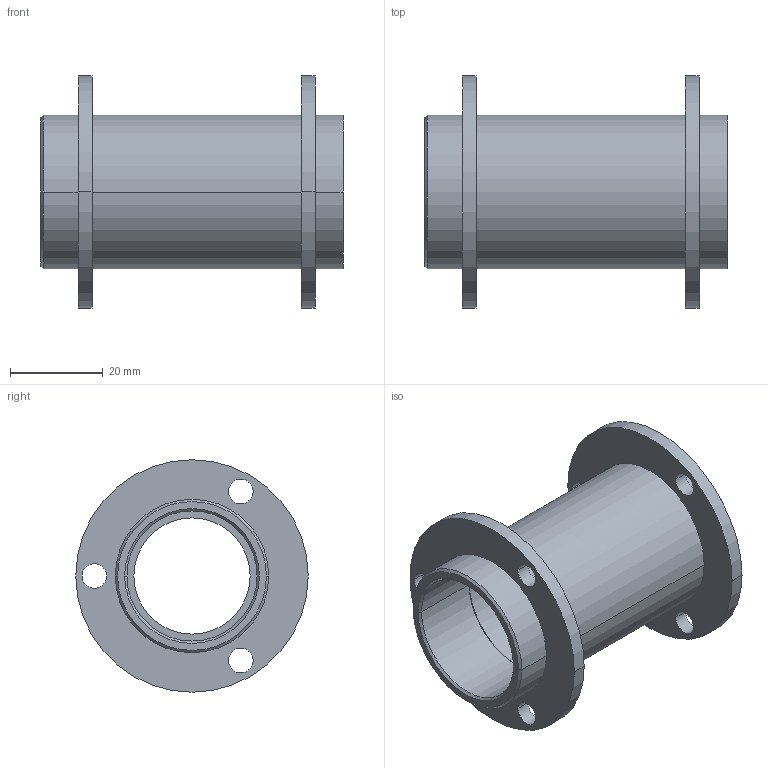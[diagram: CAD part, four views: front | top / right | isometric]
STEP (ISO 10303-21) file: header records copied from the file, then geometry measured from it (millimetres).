
FILE_DESCRIPTION (( 'STEP AP214' ), '1' );
FILE_NAME ('5-StatorRoulements.STEP', '2022-08-15T18:43:50', ( '' ), ( '' ), 'SwSTEP 2.0', 'SolidWorks 2019', '' );
FILE_SCHEMA (( 'AUTOMOTIVE_DESIGN' ));
Length unit declared in the file: millimetre
Products named in the file (1): 5-StatorRoulements
Bounding box: 65 x 50 x 50 mm (x, y, z)
Volume: 20426.1 mm3; surface area: 18017.7 mm2
Topology: 1 solids, 1 shells, 50 faces, 112 edges, 70 vertices
Faces by surface type: cylinder 30, plane 8, cone 6, torus 6
Entity records: 1482 total; most frequent: DIRECTION 290, CARTESIAN_POINT 233, ORIENTED_EDGE 224, AXIS2_PLACEMENT_3D 127, EDGE_CURVE 112, CIRCLE 76, EDGE_LOOP 70, VERTEX_POINT 70
